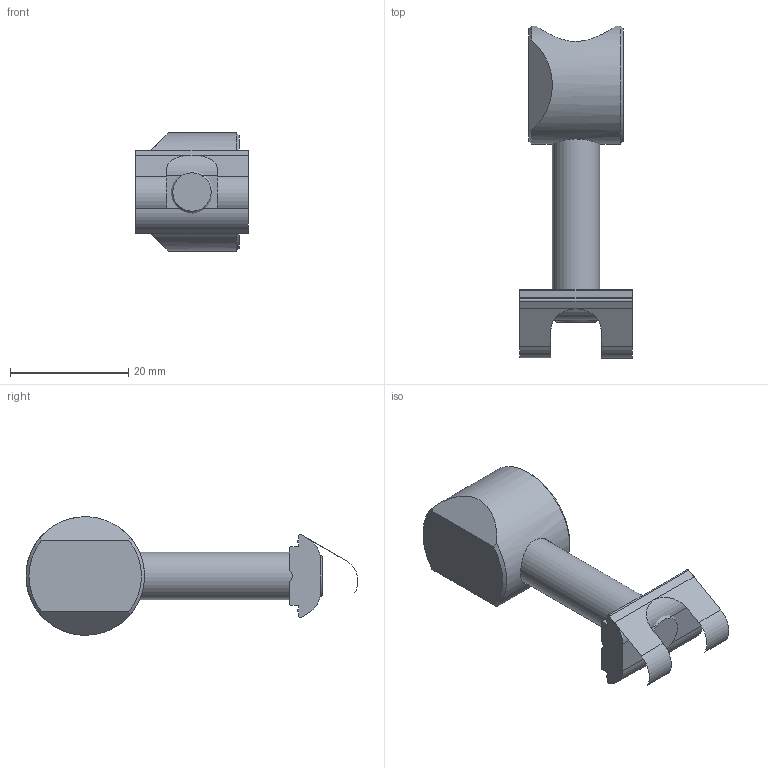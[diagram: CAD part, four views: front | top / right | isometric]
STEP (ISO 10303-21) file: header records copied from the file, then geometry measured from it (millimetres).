
FILE_DESCRIPTION(/* description */ ('Šroub s válečkem d=20, M8x40'),/* implementation_level */ '2;1');
FILE_NAME(/* name */ '312040.10.stp',/* time_stamp */ '2020-01-02T15:42:52+01:00',/* author */ ('Navara'),/* organization */ ('Alutec K&K'),/* preprocessor_version */ 'ST-DEVELOPER v17',/* originating_system */ 'Autodesk Inventor 2018',/* authorisation */ '');
FILE_SCHEMA (('AUTOMOTIVE_DESIGN { 1 0 10303 214 3 1 1 }'));
Length unit declared in the file: millimetre
Products named in the file (3): 312040.1; 312040.10; 210062
Assembly tree (2 placements, depth 2):
  312040.1
    312040.10
    210062
Bounding box: 19 x 56.04 x 20 mm (x, y, z)
Volume: 6553.8 mm3; surface area: 4554.4 mm2
Topology: 3 solids, 4 shells, 75 faces, 219 edges, 151 vertices
Faces by surface type: plane 46, cylinder 22, cone 5, torus 2
Full cylindrical faces by diameter (mm): 4.917 x1, 8 x1, 8.4 x1, 13 x1, 13.5 x1, 20 x1
Entity records: 2735 total; most frequent: CARTESIAN_POINT 579, ORIENTED_EDGE 424, DIRECTION 421, EDGE_CURVE 218, VERTEX_POINT 151, AXIS2_PLACEMENT_3D 145, LINE 131, VECTOR 131
